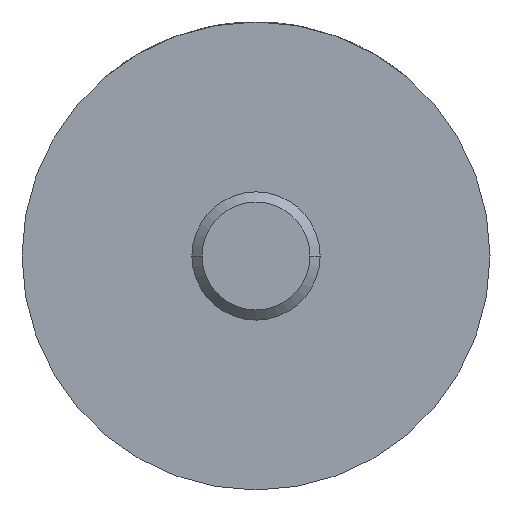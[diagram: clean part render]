
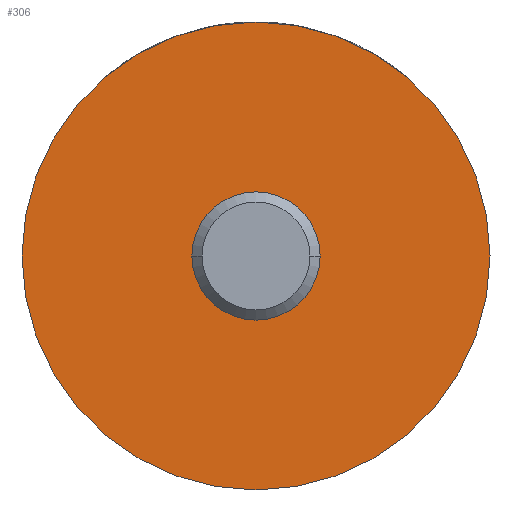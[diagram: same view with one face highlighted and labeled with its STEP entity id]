
A CAD part, front view. The second image highlights one B-rep face of the part: STEP entity #306.
In plain terms, the highlighted planar face has unit normal (0, -1, 0).
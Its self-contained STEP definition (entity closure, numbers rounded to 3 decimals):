
#155 = DIRECTION ( 'NONE',  ( 0., 1., 0. ) ) ;
#183 = PLANE ( 'NONE',  #827 ) ;
#284 = EDGE_CURVE ( 'NONE', #2325, #2144, #2876, .T. ) ;
#306 = ADVANCED_FACE ( 'NONE', ( #2522, #858 ), #183, .T. ) ;
#624 = CARTESIAN_POINT ( 'NONE',  ( 0., -5., 0. ) ) ;
#768 = AXIS2_PLACEMENT_3D ( 'NONE', #2951, #2456, #2485 ) ;
#827 = AXIS2_PLACEMENT_3D ( 'NONE', #2033, #1808, #1785 ) ;
#858 = FACE_OUTER_BOUND ( 'NONE', #2394, .T. ) ;
#911 = AXIS2_PLACEMENT_3D ( 'NONE', #624, #155, #2500 ) ;
#967 = ORIENTED_EDGE ( 'NONE', *, *, #1319, .T. ) ;
#1019 = CIRCLE ( 'NONE', #2824, 0.315 ) ;
#1170 = CIRCLE ( 'NONE', #911, 0.315 ) ;
#1278 = EDGE_CURVE ( 'NONE', #2295, #2822, #1170, .T. ) ;
#1286 = ORIENTED_EDGE ( 'NONE', *, *, #1516, .F. ) ;
#1289 = ORIENTED_EDGE ( 'NONE', *, *, #284, .F. ) ;
#1316 = CIRCLE ( 'NONE', #2771, 1.15 ) ;
#1319 = EDGE_CURVE ( 'NONE', #2822, #2295, #1019, .T. ) ;
#1450 = CARTESIAN_POINT ( 'NONE',  ( -1.15, -5., 0. ) ) ;
#1516 = EDGE_CURVE ( 'NONE', #2144, #2325, #1316, .T. ) ;
#1577 = DIRECTION ( 'NONE',  ( 0., 1., 0. ) ) ;
#1589 = CARTESIAN_POINT ( 'NONE',  ( 0., -5., 0. ) ) ;
#1785 = DIRECTION ( 'NONE',  ( 1., 0., 0. ) ) ;
#1808 = DIRECTION ( 'NONE',  ( 0., -1., 0. ) ) ;
#1838 = CARTESIAN_POINT ( 'NONE',  ( 0., -5., 0. ) ) ;
#1844 = CARTESIAN_POINT ( 'NONE',  ( 0.315, -5., 0. ) ) ;
#2033 = CARTESIAN_POINT ( 'NONE',  ( -1.15, -5., 0. ) ) ;
#2048 = CARTESIAN_POINT ( 'NONE',  ( -0.315, -5., 0. ) ) ;
#2051 = ORIENTED_EDGE ( 'NONE', *, *, #1278, .T. ) ;
#2144 = VERTEX_POINT ( 'NONE', #1450 ) ;
#2242 = DIRECTION ( 'NONE',  ( -1., 0., 0. ) ) ;
#2284 = DIRECTION ( 'NONE',  ( 0., 1., 0. ) ) ;
#2295 = VERTEX_POINT ( 'NONE', #2048 ) ;
#2325 = VERTEX_POINT ( 'NONE', #2970 ) ;
#2394 = EDGE_LOOP ( 'NONE', ( #1286, #1289 ) ) ;
#2456 = DIRECTION ( 'NONE',  ( 0., 1., 0. ) ) ;
#2485 = DIRECTION ( 'NONE',  ( -1., 0., 0. ) ) ;
#2500 = DIRECTION ( 'NONE',  ( -1., 0., 0. ) ) ;
#2522 = FACE_BOUND ( 'NONE', #2957, .T. ) ;
#2525 = DIRECTION ( 'NONE',  ( -1., 0., 0. ) ) ;
#2771 = AXIS2_PLACEMENT_3D ( 'NONE', #1838, #2284, #2525 ) ;
#2822 = VERTEX_POINT ( 'NONE', #1844 ) ;
#2824 = AXIS2_PLACEMENT_3D ( 'NONE', #1589, #1577, #2242 ) ;
#2876 = CIRCLE ( 'NONE', #768, 1.15 ) ;
#2951 = CARTESIAN_POINT ( 'NONE',  ( 0., -5., 0. ) ) ;
#2957 = EDGE_LOOP ( 'NONE', ( #2051, #967 ) ) ;
#2970 = CARTESIAN_POINT ( 'NONE',  ( 1.15, -5., 0. ) ) ;
